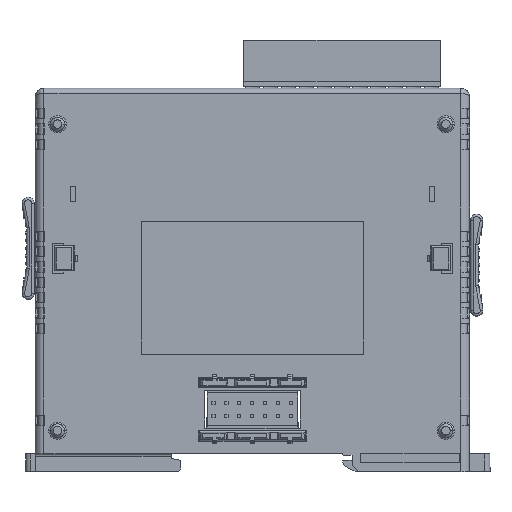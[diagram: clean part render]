
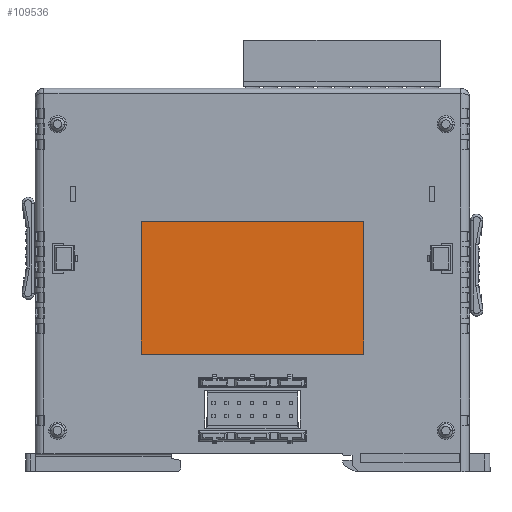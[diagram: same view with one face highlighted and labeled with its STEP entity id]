
A CAD part, left-side view. The second image highlights one B-rep face of the part: STEP entity #109536.
In plain terms, the highlighted planar face has unit normal (-1, 0, 0).
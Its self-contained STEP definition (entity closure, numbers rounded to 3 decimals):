
#1854 = DIRECTION ( 'NONE',  ( 0., 0., -1. ) ) ;
#1855 = VECTOR ( 'NONE', #1854, 1000. ) ;
#1856 = CARTESIAN_POINT ( 'NONE',  ( 83., -9.714, -75.386 ) ) ;
#1857 = LINE ( 'NONE', #1856, #1855 ) ;
#9916 = ORIENTED_EDGE ( 'NONE', *, *, #44779, .T. ) ;
#44779 = EDGE_CURVE ( 'NONE', #109612, #109542, #1857, .T. ) ;
#54480 = FACE_OUTER_BOUND ( 'NONE', #109537, .T. ) ;
#54517 = CARTESIAN_POINT ( 'NONE',  ( 83., -9.714, -62.186 ) ) ;
#54518 = DIRECTION ( 'NONE',  ( 0., -1., 0. ) ) ;
#54519 = DIRECTION ( 'NONE',  ( -1., 0., 0. ) ) ;
#54520 = CARTESIAN_POINT ( 'NONE',  ( 83., -9.914, -62.186 ) ) ;
#54521 = AXIS2_PLACEMENT_3D ( 'NONE', #54520, #54519, #54518 ) ;
#54522 = CIRCLE ( 'NONE', #54521, 0.2 ) ;
#54524 = DIRECTION ( 'NONE',  ( 0., 0., 1. ) ) ;
#54525 = DIRECTION ( 'NONE',  ( 1., 0., 0. ) ) ;
#54526 = CARTESIAN_POINT ( 'NONE',  ( 83., 10.986, -75.386 ) ) ;
#54527 = AXIS2_PLACEMENT_3D ( 'NONE', #54526, #54525, #54524 ) ;
#54528 = PLANE ( 'NONE',  #54527 ) ;
#54556 = CARTESIAN_POINT ( 'NONE',  ( 83., -53.314, -62.186 ) ) ;
#54557 = CARTESIAN_POINT ( 'NONE',  ( 83., -53.114, -62.386 ) ) ;
#54562 = DIRECTION ( 'NONE',  ( 0., -1., 0. ) ) ;
#54563 = VECTOR ( 'NONE', #54562, 1000. ) ;
#54564 = CARTESIAN_POINT ( 'NONE',  ( 83., 10.986, -62.386 ) ) ;
#54565 = LINE ( 'NONE', #54564, #54563 ) ;
#54567 = CARTESIAN_POINT ( 'NONE',  ( 83., -9.914, -62.386 ) ) ;
#54648 = DIRECTION ( 'NONE',  ( 0., -1., 0. ) ) ;
#54649 = DIRECTION ( 'NONE',  ( -1., 0., 0. ) ) ;
#54650 = CARTESIAN_POINT ( 'NONE',  ( 83., -53.114, -36.586 ) ) ;
#54651 = AXIS2_PLACEMENT_3D ( 'NONE', #54650, #54649, #54648 ) ;
#54652 = CIRCLE ( 'NONE', #54651, 0.2 ) ;
#54657 = CARTESIAN_POINT ( 'NONE',  ( 83., -53.314, -36.586 ) ) ;
#54659 = DIRECTION ( 'NONE',  ( 0., 0., 1. ) ) ;
#54660 = VECTOR ( 'NONE', #54659, 1000. ) ;
#54661 = CARTESIAN_POINT ( 'NONE',  ( 83., -53.314, -75.386 ) ) ;
#54662 = LINE ( 'NONE', #54661, #54660 ) ;
#54669 = DIRECTION ( 'NONE',  ( 0., -1., 0. ) ) ;
#54670 = DIRECTION ( 'NONE',  ( -1., 0., 0. ) ) ;
#54671 = CARTESIAN_POINT ( 'NONE',  ( 83., -53.114, -62.186 ) ) ;
#54672 = AXIS2_PLACEMENT_3D ( 'NONE', #54671, #54670, #54669 ) ;
#54673 = CIRCLE ( 'NONE', #54672, 0.2 ) ;
#54688 = CARTESIAN_POINT ( 'NONE',  ( 83., -9.714, -36.586 ) ) ;
#54693 = DIRECTION ( 'NONE',  ( 0., -1., 0. ) ) ;
#54694 = DIRECTION ( 'NONE',  ( -1., 0., 0. ) ) ;
#54695 = CARTESIAN_POINT ( 'NONE',  ( 83., -9.914, -36.586 ) ) ;
#54696 = AXIS2_PLACEMENT_3D ( 'NONE', #54695, #54694, #54693 ) ;
#54697 = CIRCLE ( 'NONE', #54696, 0.2 ) ;
#54698 = CARTESIAN_POINT ( 'NONE',  ( 83., -9.914, -36.386 ) ) ;
#54699 = DIRECTION ( 'NONE',  ( 0., 1., 0. ) ) ;
#54700 = VECTOR ( 'NONE', #54699, 1000. ) ;
#54701 = CARTESIAN_POINT ( 'NONE',  ( 83., 10.986, -36.386 ) ) ;
#54702 = LINE ( 'NONE', #54701, #54700 ) ;
#54707 = CARTESIAN_POINT ( 'NONE',  ( 83., -53.114, -36.386 ) ) ;
#109536 = ADVANCED_FACE ( 'NONE', ( #54480 ), #54528, .F. ) ;
#109537 = EDGE_LOOP ( 'NONE', ( #109539, #109546, #109587, #109592, #109598, #109603, #109608, #9916 ) ) ;
#109539 = ORIENTED_EDGE ( 'NONE', *, *, #109541, .T. ) ;
#109541 = EDGE_CURVE ( 'NONE', #109542, #109544, #54522, .T. ) ;
#109542 = VERTEX_POINT ( 'NONE', #54517 ) ;
#109544 = VERTEX_POINT ( 'NONE', #54567 ) ;
#109546 = ORIENTED_EDGE ( 'NONE', *, *, #109548, .T. ) ;
#109548 = EDGE_CURVE ( 'NONE', #109544, #109550, #54565, .T. ) ;
#109550 = VERTEX_POINT ( 'NONE', #54557 ) ;
#109551 = VERTEX_POINT ( 'NONE', #54556 ) ;
#109587 = ORIENTED_EDGE ( 'NONE', *, *, #109589, .T. ) ;
#109589 = EDGE_CURVE ( 'NONE', #109550, #109551, #54673, .T. ) ;
#109592 = ORIENTED_EDGE ( 'NONE', *, *, #109594, .T. ) ;
#109594 = EDGE_CURVE ( 'NONE', #109551, #109596, #54662, .T. ) ;
#109596 = VERTEX_POINT ( 'NONE', #54657 ) ;
#109598 = ORIENTED_EDGE ( 'NONE', *, *, #109600, .T. ) ;
#109600 = EDGE_CURVE ( 'NONE', #109596, #109601, #54652, .T. ) ;
#109601 = VERTEX_POINT ( 'NONE', #54707 ) ;
#109603 = ORIENTED_EDGE ( 'NONE', *, *, #109605, .T. ) ;
#109605 = EDGE_CURVE ( 'NONE', #109601, #109606, #54702, .T. ) ;
#109606 = VERTEX_POINT ( 'NONE', #54698 ) ;
#109608 = ORIENTED_EDGE ( 'NONE', *, *, #109610, .T. ) ;
#109610 = EDGE_CURVE ( 'NONE', #109606, #109612, #54697, .T. ) ;
#109612 = VERTEX_POINT ( 'NONE', #54688 ) ;
